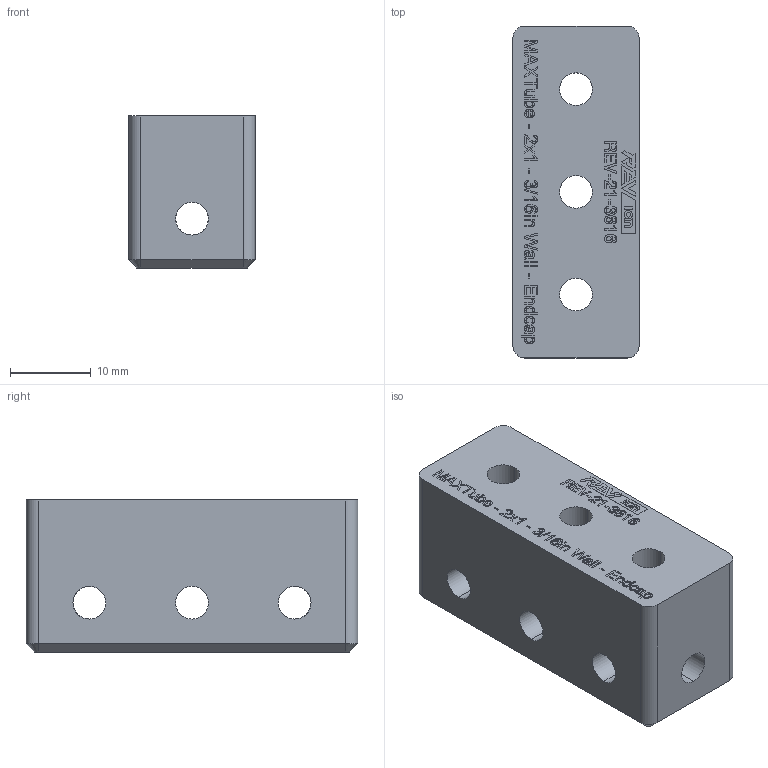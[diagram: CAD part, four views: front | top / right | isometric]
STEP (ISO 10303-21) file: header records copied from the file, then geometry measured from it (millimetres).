
FILE_DESCRIPTION (( 'STEP AP203' ), '1' );
FILE_NAME ('REV-21-3616.STEP', '2024-12-09T23:53:15', ( '' ), ( '' ), 'SwSTEP 2.0', 'SolidWorks 2022', '' );
FILE_SCHEMA (( 'CONFIG_CONTROL_DESIGN' ));
Length unit declared in the file: inch
Products named in the file (1): REV-21-3616
Bounding box: 15.62 x 41.02 x 18.8 mm (x, y, z)
Volume: 8735.1 mm3; surface area: 4665.1 mm2
Topology: 1 solids, 1 shells, 683 faces, 1859 edges, 1234 vertices
Faces by surface type: plane 442, bspline 209, cylinder 28, cone 4
Entity records: 31686 total; most frequent: CARTESIAN_POINT 15702, ORIENTED_EDGE 3718, DIRECTION 2435, EDGE_CURVE 1859, LINE 1381, VECTOR 1381, VERTEX_POINT 1234, EDGE_LOOP 761
